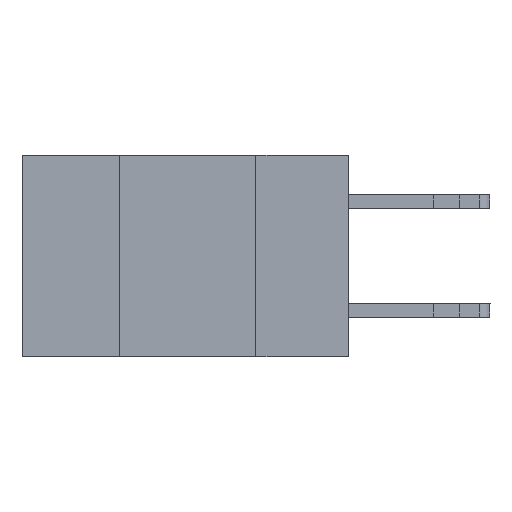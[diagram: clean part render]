
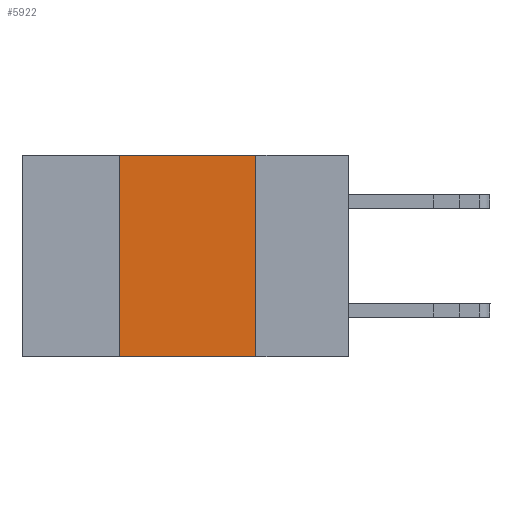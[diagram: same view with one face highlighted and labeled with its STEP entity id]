
A CAD part, left-side view. The second image highlights one B-rep face of the part: STEP entity #5922.
In plain terms, the highlighted planar face has unit normal (-1, 0, 0).
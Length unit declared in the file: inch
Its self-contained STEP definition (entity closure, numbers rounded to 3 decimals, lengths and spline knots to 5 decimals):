
#456 = AXIS2_PLACEMENT_3D ( 'NONE', #9490, #9377, #9367 ) ;
#510 = CARTESIAN_POINT ( 'NONE',  ( 0., 0.6, -0.37 ) ) ;
#541 = VECTOR ( 'NONE', #1795, 39.37008 ) ;
#823 = LINE ( 'NONE', #2972, #9143 ) ;
#1198 = CARTESIAN_POINT ( 'NONE',  ( 0., 0.17, -0.37 ) ) ;
#1298 = DIRECTION ( 'NONE',  ( 0., -1., 0. ) ) ;
#1795 = DIRECTION ( 'NONE',  ( 0., -1., 0. ) ) ;
#2027 = CARTESIAN_POINT ( 'NONE',  ( 0., 0.42, 0. ) ) ;
#2763 = DIRECTION ( 'NONE',  ( 0., 0., 1. ) ) ;
#2929 = LINE ( 'NONE', #8464, #541 ) ;
#2972 = CARTESIAN_POINT ( 'NONE',  ( 0., 0.42, -0.37 ) ) ;
#3215 = ORIENTED_EDGE ( 'NONE', *, *, #4313, .T. ) ;
#4313 = EDGE_CURVE ( 'NONE', #8939, #8526, #6235, .T. ) ;
#4555 = EDGE_LOOP ( 'NONE', ( #7308, #10644, #5979, #3215 ) ) ;
#4909 = EDGE_CURVE ( 'NONE', #8939, #5010, #823, .T. ) ;
#5010 = VERTEX_POINT ( 'NONE', #2027 ) ;
#5424 = EDGE_CURVE ( 'NONE', #5010, #9593, #2929, .T. ) ;
#5804 = LINE ( 'NONE', #8904, #7715 ) ;
#5922 = ADVANCED_FACE ( 'NONE', ( #8649 ), #9480, .F. ) ;
#5966 = EDGE_CURVE ( 'NONE', #9593, #8526, #5804, .T. ) ;
#5979 = ORIENTED_EDGE ( 'NONE', *, *, #4909, .F. ) ;
#6235 = LINE ( 'NONE', #510, #8116 ) ;
#7308 = ORIENTED_EDGE ( 'NONE', *, *, #5966, .F. ) ;
#7715 = VECTOR ( 'NONE', #8929, 39.37008 ) ;
#7815 = CARTESIAN_POINT ( 'NONE',  ( 0., 0.42, -0.37 ) ) ;
#8116 = VECTOR ( 'NONE', #1298, 39.37008 ) ;
#8464 = CARTESIAN_POINT ( 'NONE',  ( 0., 0.6, 0. ) ) ;
#8526 = VERTEX_POINT ( 'NONE', #1198 ) ;
#8649 = FACE_OUTER_BOUND ( 'NONE', #4555, .T. ) ;
#8904 = CARTESIAN_POINT ( 'NONE',  ( 0., 0.17, -0.37 ) ) ;
#8929 = DIRECTION ( 'NONE',  ( 0., 0., -1. ) ) ;
#8939 = VERTEX_POINT ( 'NONE', #7815 ) ;
#9143 = VECTOR ( 'NONE', #2763, 39.37008 ) ;
#9245 = CARTESIAN_POINT ( 'NONE',  ( 0., 0.17, 0. ) ) ;
#9367 = DIRECTION ( 'NONE',  ( 0., 0., -1. ) ) ;
#9377 = DIRECTION ( 'NONE',  ( 1., 0., 0. ) ) ;
#9480 = PLANE ( 'NONE',  #456 ) ;
#9490 = CARTESIAN_POINT ( 'NONE',  ( 0., 0.6, 0. ) ) ;
#9593 = VERTEX_POINT ( 'NONE', #9245 ) ;
#10644 = ORIENTED_EDGE ( 'NONE', *, *, #5424, .F. ) ;
